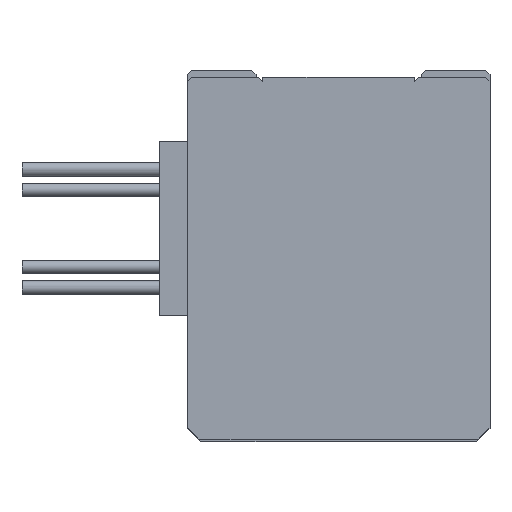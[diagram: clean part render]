
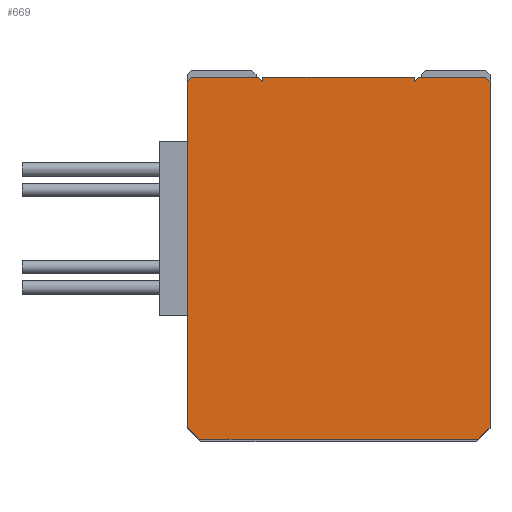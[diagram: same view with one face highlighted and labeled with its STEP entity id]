
A CAD part, front view. The second image highlights one B-rep face of the part: STEP entity #669.
In plain terms, the highlighted planar face has unit normal (0, -1, 0).
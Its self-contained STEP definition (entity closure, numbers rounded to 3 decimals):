
#669 = ADVANCED_FACE( '', ( #1488 ), #1489, .F. );
#1488 = FACE_OUTER_BOUND( '', #2537, .T. );
#1489 = PLANE( '', #2538 );
#2537 = EDGE_LOOP( '', ( #4029, #4030, #4031, #4032, #4033, #4034, #4035, #4036, #4037, #4038, #4039, #4040, #4041, #4042 ) );
#2538 = AXIS2_PLACEMENT_3D( '', #4043, #4044, #4045 );
#4029 = ORIENTED_EDGE( '', *, *, #6156, .F. );
#4030 = ORIENTED_EDGE( '', *, *, #6157, .F. );
#4031 = ORIENTED_EDGE( '', *, *, #6158, .F. );
#4032 = ORIENTED_EDGE( '', *, *, #6159, .T. );
#4033 = ORIENTED_EDGE( '', *, *, #6160, .F. );
#4034 = ORIENTED_EDGE( '', *, *, #5888, .F. );
#4035 = ORIENTED_EDGE( '', *, *, #6161, .F. );
#4036 = ORIENTED_EDGE( '', *, *, #5946, .F. );
#4037 = ORIENTED_EDGE( '', *, *, #6162, .F. );
#4038 = ORIENTED_EDGE( '', *, *, #6055, .F. );
#4039 = ORIENTED_EDGE( '', *, *, #6163, .F. );
#4040 = ORIENTED_EDGE( '', *, *, #5738, .F. );
#4041 = ORIENTED_EDGE( '', *, *, #6164, .F. );
#4042 = ORIENTED_EDGE( '', *, *, #6165, .F. );
#4043 = CARTESIAN_POINT( '', ( 0., -86.5, 0. ) );
#4044 = DIRECTION( '', ( 0., 1., 0. ) );
#4045 = DIRECTION( '', ( 0., 0., 1. ) );
#5738 = EDGE_CURVE( '', #6730, #6732, #6733, .T. );
#5888 = EDGE_CURVE( '', #6991, #6993, #6994, .T. );
#5946 = EDGE_CURVE( '', #7090, #7092, #7093, .T. );
#6055 = EDGE_CURVE( '', #7269, #7271, #7272, .T. );
#6156 = EDGE_CURVE( '', #7431, #7432, #7433, .T. );
#6157 = EDGE_CURVE( '', #7434, #7431, #7435, .T. );
#6158 = EDGE_CURVE( '', #7436, #7434, #7437, .T. );
#6159 = EDGE_CURVE( '', #7436, #7438, #7439, .T. );
#6160 = EDGE_CURVE( '', #6993, #7438, #7440, .T. );
#6161 = EDGE_CURVE( '', #7092, #6991, #7441, .T. );
#6162 = EDGE_CURVE( '', #7271, #7090, #7442, .T. );
#6163 = EDGE_CURVE( '', #6732, #7269, #7443, .T. );
#6164 = EDGE_CURVE( '', #7444, #6730, #7445, .T. );
#6165 = EDGE_CURVE( '', #7432, #7444, #7446, .T. );
#6730 = VERTEX_POINT( '', #8196 );
#6732 = VERTEX_POINT( '', #8199 );
#6733 = LINE( '', #8200, #8201 );
#6991 = VERTEX_POINT( '', #8538 );
#6993 = VERTEX_POINT( '', #8541 );
#6994 = LINE( '', #8542, #8543 );
#7090 = VERTEX_POINT( '', #8667 );
#7092 = VERTEX_POINT( '', #8670 );
#7093 = LINE( '', #8671, #8672 );
#7269 = VERTEX_POINT( '', #8931 );
#7271 = VERTEX_POINT( '', #8934 );
#7272 = LINE( '', #8935, #8936 );
#7431 = VERTEX_POINT( '', #9174 );
#7432 = VERTEX_POINT( '', #9175 );
#7433 = LINE( '', #9176, #9177 );
#7434 = VERTEX_POINT( '', #9178 );
#7435 = LINE( '', #9179, #9180 );
#7436 = VERTEX_POINT( '', #9181 );
#7437 = LINE( '', #9182, #9183 );
#7438 = VERTEX_POINT( '', #9184 );
#7439 = LINE( '', #9185, #9186 );
#7440 = LINE( '', #9187, #9188 );
#7441 = LINE( '', #9189, #9190 );
#7442 = LINE( '', #9191, #9192 );
#7443 = LINE( '', #9193, #9194 );
#7444 = VERTEX_POINT( '', #9195 );
#7445 = LINE( '', #9196, #9197 );
#7446 = LINE( '', #9198, #9199 );
#8196 = CARTESIAN_POINT( '', ( 11., -86.5, 10.7 ) );
#8199 = CARTESIAN_POINT( '', ( 11., -86.5, -14.443 ) );
#8200 = CARTESIAN_POINT( '', ( 11., -86.5, 10.7 ) );
#8201 = VECTOR( '', #10192, 1000. );
#8538 = CARTESIAN_POINT( '', ( -10.7, -86.5, 11. ) );
#8541 = CARTESIAN_POINT( '', ( -5.8, -86.5, 11. ) );
#8542 = CARTESIAN_POINT( '', ( -10.7, -86.5, 11. ) );
#8543 = VECTOR( '', #10411, 1000. );
#8667 = CARTESIAN_POINT( '', ( -11., -86.5, -14.443 ) );
#8670 = CARTESIAN_POINT( '', ( -11., -86.5, 10.7 ) );
#8671 = CARTESIAN_POINT( '', ( -11., -86.5, -14.443 ) );
#8672 = VECTOR( '', #10495, 1000. );
#8931 = CARTESIAN_POINT( '', ( 10.143, -86.5, -15.3 ) );
#8934 = CARTESIAN_POINT( '', ( -10.143, -86.5, -15.3 ) );
#8935 = CARTESIAN_POINT( '', ( 10.143, -86.5, -15.3 ) );
#8936 = VECTOR( '', #10634, 1000. );
#9174 = CARTESIAN_POINT( '', ( 5.5, -86.5, 10.7 ) );
#9175 = CARTESIAN_POINT( '', ( 5.8, -86.5, 11. ) );
#9176 = CARTESIAN_POINT( '', ( 5.5, -86.5, 10.7 ) );
#9177 = VECTOR( '', #10788, 1000. );
#9178 = CARTESIAN_POINT( '', ( 5.5, -86.5, 11. ) );
#9179 = CARTESIAN_POINT( '', ( 5.5, -86.5, 11. ) );
#9180 = VECTOR( '', #10789, 1000. );
#9181 = CARTESIAN_POINT( '', ( -5.5, -86.5, 11. ) );
#9182 = CARTESIAN_POINT( '', ( -5.5, -86.5, 11. ) );
#9183 = VECTOR( '', #10790, 1000. );
#9184 = CARTESIAN_POINT( '', ( -5.5, -86.5, 10.7 ) );
#9185 = CARTESIAN_POINT( '', ( -5.5, -86.5, 11. ) );
#9186 = VECTOR( '', #10791, 1000. );
#9187 = CARTESIAN_POINT( '', ( -5.8, -86.5, 11. ) );
#9188 = VECTOR( '', #10792, 1000. );
#9189 = CARTESIAN_POINT( '', ( -11., -86.5, 10.7 ) );
#9190 = VECTOR( '', #10793, 1000. );
#9191 = CARTESIAN_POINT( '', ( -11., -86.5, -14.443 ) );
#9192 = VECTOR( '', #10794, 1000. );
#9193 = CARTESIAN_POINT( '', ( 10.143, -86.5, -15.3 ) );
#9194 = VECTOR( '', #10795, 1000. );
#9195 = CARTESIAN_POINT( '', ( 10.7, -86.5, 11. ) );
#9196 = CARTESIAN_POINT( '', ( 10.7, -86.5, 11. ) );
#9197 = VECTOR( '', #10796, 1000. );
#9198 = CARTESIAN_POINT( '', ( 5.8, -86.5, 11. ) );
#9199 = VECTOR( '', #10797, 1000. );
#10192 = DIRECTION( '', ( 0., 0., -1. ) );
#10411 = DIRECTION( '', ( 1., 0., 0. ) );
#10495 = DIRECTION( '', ( 0., 0., 1. ) );
#10634 = DIRECTION( '', ( -1., 0., 0. ) );
#10788 = DIRECTION( '', ( 0.707, 0., 0.707 ) );
#10789 = DIRECTION( '', ( 0., 0., -1. ) );
#10790 = DIRECTION( '', ( 1., 0., 0. ) );
#10791 = DIRECTION( '', ( 0., 0., -1. ) );
#10792 = DIRECTION( '', ( 0.707, 0., -0.707 ) );
#10793 = DIRECTION( '', ( 0.707, 0., 0.707 ) );
#10794 = DIRECTION( '', ( -0.707, 0., 0.707 ) );
#10795 = DIRECTION( '', ( -0.707, 0., -0.707 ) );
#10796 = DIRECTION( '', ( 0.707, 0., -0.707 ) );
#10797 = DIRECTION( '', ( 1., 0., 0. ) );
